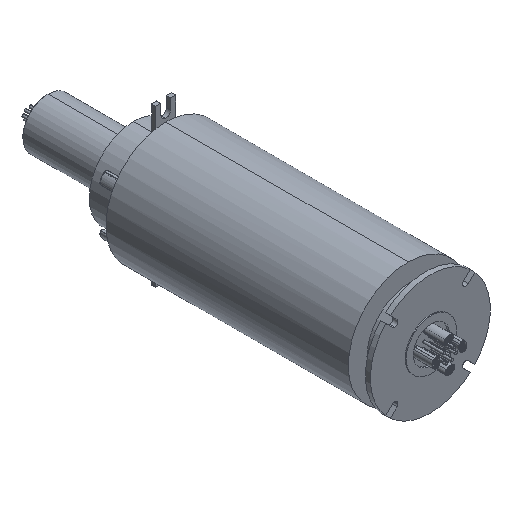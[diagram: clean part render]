
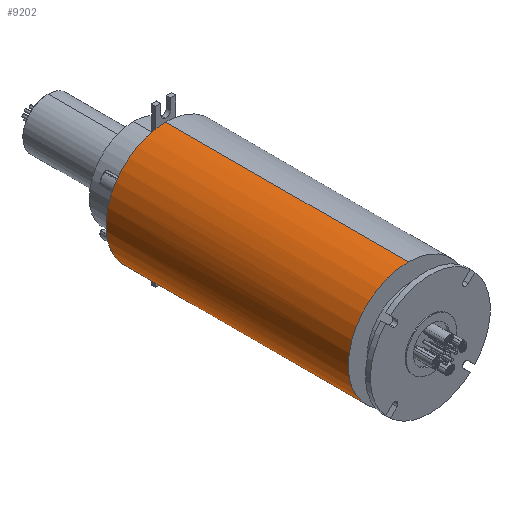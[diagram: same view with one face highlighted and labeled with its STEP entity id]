
A CAD part, isometric view. The second image highlights one B-rep face of the part: STEP entity #9202.
In plain terms, the highlighted cylindrical face has radius 59.5 mm (diameter 119 mm), a partial arc.
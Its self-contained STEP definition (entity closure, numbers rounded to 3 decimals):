
#129 = CARTESIAN_POINT ( 'NONE',  ( -9.75, 263.8, -58.696 ) ) ;
#503 = CARTESIAN_POINT ( 'NONE',  ( 0., 263.8, 0. ) ) ;
#613 = DIRECTION ( 'NONE',  ( 0., -1., 0. ) ) ;
#1017 = EDGE_CURVE ( 'NONE', #8376, #3088, #2262, .T. ) ;
#1310 = AXIS2_PLACEMENT_3D ( 'NONE', #503, #7801, #1550 ) ;
#1484 = CARTESIAN_POINT ( 'NONE',  ( -9.75, 263.8, 58.696 ) ) ;
#1550 = DIRECTION ( 'NONE',  ( 0., 0., 1. ) ) ;
#2262 = LINE ( 'NONE', #6559, #7491 ) ;
#2330 = DIRECTION ( 'NONE',  ( 0., -1., 0. ) ) ;
#2532 = LINE ( 'NONE', #13097, #10181 ) ;
#2750 = VERTEX_POINT ( 'NONE', #11644 ) ;
#2876 = EDGE_LOOP ( 'NONE', ( #5040, #10732, #8406, #9147, #4422, #2974 ) ) ;
#2948 = CARTESIAN_POINT ( 'NONE',  ( 0., 23., 59.5 ) ) ;
#2974 = ORIENTED_EDGE ( 'NONE', *, *, #10246, .T. ) ;
#3066 = CIRCLE ( 'NONE', #12273, 59.5 ) ;
#3088 = VERTEX_POINT ( 'NONE', #7148 ) ;
#3997 = EDGE_CURVE ( 'NONE', #11431, #9439, #6281, .T. ) ;
#4090 = DIRECTION ( 'NONE',  ( 0., 1., 0. ) ) ;
#4234 = CARTESIAN_POINT ( 'NONE',  ( 0., 23., 0. ) ) ;
#4422 = ORIENTED_EDGE ( 'NONE', *, *, #1017, .T. ) ;
#5040 = ORIENTED_EDGE ( 'NONE', *, *, #11648, .F. ) ;
#5270 = DIRECTION ( 'NONE',  ( 0., 0., 1. ) ) ;
#5500 = EDGE_CURVE ( 'NONE', #9439, #2750, #7098, .T. ) ;
#6037 = DIRECTION ( 'NONE',  ( 0., 1., 0. ) ) ;
#6185 = CIRCLE ( 'NONE', #9976, 59.5 ) ;
#6281 = CIRCLE ( 'NONE', #1310, 59.5 ) ;
#6491 = AXIS2_PLACEMENT_3D ( 'NONE', #10282, #4090, #11348 ) ;
#6559 = CARTESIAN_POINT ( 'NONE',  ( 0., 263.8, -59.5 ) ) ;
#7098 = CIRCLE ( 'NONE', #6491, 59.5 ) ;
#7148 = CARTESIAN_POINT ( 'NONE',  ( 0., 23., -59.5 ) ) ;
#7491 = VECTOR ( 'NONE', #11744, 1000. ) ;
#7536 = DIRECTION ( 'NONE',  ( 0., 0., -1. ) ) ;
#7801 = DIRECTION ( 'NONE',  ( 0., 1., 0. ) ) ;
#8376 = VERTEX_POINT ( 'NONE', #10191 ) ;
#8406 = ORIENTED_EDGE ( 'NONE', *, *, #3997, .F. ) ;
#8582 = CARTESIAN_POINT ( 'NONE',  ( 0., 263.8, 0. ) ) ;
#9147 = ORIENTED_EDGE ( 'NONE', *, *, #10661, .F. ) ;
#9202 = ADVANCED_FACE ( 'NONE', ( #12395 ), #9283, .T. ) ;
#9283 = CYLINDRICAL_SURFACE ( 'NONE', #12697, 59.5 ) ;
#9439 = VERTEX_POINT ( 'NONE', #1484 ) ;
#9976 = AXIS2_PLACEMENT_3D ( 'NONE', #4234, #11488, #5270 ) ;
#10181 = VECTOR ( 'NONE', #613, 1000. ) ;
#10191 = CARTESIAN_POINT ( 'NONE',  ( 0., 263.8, -59.5 ) ) ;
#10246 = EDGE_CURVE ( 'NONE', #3088, #12653, #6185, .T. ) ;
#10282 = CARTESIAN_POINT ( 'NONE',  ( 0., 263.8, 0. ) ) ;
#10661 = EDGE_CURVE ( 'NONE', #8376, #11431, #3066, .T. ) ;
#10732 = ORIENTED_EDGE ( 'NONE', *, *, #5500, .F. ) ;
#11348 = DIRECTION ( 'NONE',  ( 0., 0., 1. ) ) ;
#11431 = VERTEX_POINT ( 'NONE', #129 ) ;
#11488 = DIRECTION ( 'NONE',  ( 0., 1., 0. ) ) ;
#11644 = CARTESIAN_POINT ( 'NONE',  ( 0., 263.8, 59.5 ) ) ;
#11648 = EDGE_CURVE ( 'NONE', #2750, #12653, #2532, .T. ) ;
#11744 = DIRECTION ( 'NONE',  ( 0., -1., 0. ) ) ;
#12259 = CARTESIAN_POINT ( 'NONE',  ( 0., 263.8, 0. ) ) ;
#12273 = AXIS2_PLACEMENT_3D ( 'NONE', #12259, #6037, #13322 ) ;
#12395 = FACE_OUTER_BOUND ( 'NONE', #2876, .T. ) ;
#12653 = VERTEX_POINT ( 'NONE', #2948 ) ;
#12697 = AXIS2_PLACEMENT_3D ( 'NONE', #8582, #2330, #7536 ) ;
#13097 = CARTESIAN_POINT ( 'NONE',  ( 0., 263.8, 59.5 ) ) ;
#13322 = DIRECTION ( 'NONE',  ( 0., 0., 1. ) ) ;
